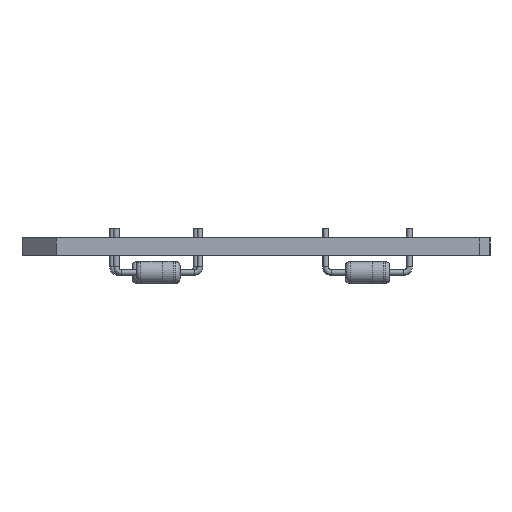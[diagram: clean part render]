
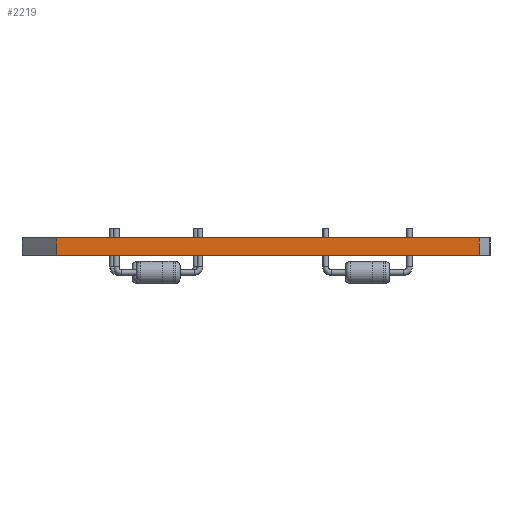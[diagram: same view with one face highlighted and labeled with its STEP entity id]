
A CAD part, left-side view. The second image highlights one B-rep face of the part: STEP entity #2219.
In plain terms, the highlighted planar face has unit normal (-1, 0, 0).
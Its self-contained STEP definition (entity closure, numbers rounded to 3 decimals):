
#602 = VERTEX_POINT('',#603);
#603 = CARTESIAN_POINT('',(120.91,-71.965,0.));
#609 = EDGE_CURVE('',#610,#602,#612,.T.);
#610 = VERTEX_POINT('',#611);
#611 = CARTESIAN_POINT('',(120.91,-110.515,0.));
#612 = LINE('',#613,#614);
#613 = CARTESIAN_POINT('',(120.91,-110.515,0.));
#614 = VECTOR('',#615,1.);
#615 = DIRECTION('',(0.,1.,0.));
#1384 = VERTEX_POINT('',#1385);
#1385 = CARTESIAN_POINT('',(120.91,-71.965,1.6));
#1391 = EDGE_CURVE('',#1392,#1384,#1394,.T.);
#1392 = VERTEX_POINT('',#1393);
#1393 = CARTESIAN_POINT('',(120.91,-110.515,1.6));
#1394 = LINE('',#1395,#1396);
#1395 = CARTESIAN_POINT('',(120.91,-110.515,1.6));
#1396 = VECTOR('',#1397,1.);
#1397 = DIRECTION('',(0.,1.,0.));
#2189 = EDGE_CURVE('',#602,#1384,#2190,.T.);
#2190 = LINE('',#2191,#2192);
#2191 = CARTESIAN_POINT('',(120.91,-71.965,0.));
#2192 = VECTOR('',#2193,1.);
#2193 = DIRECTION('',(0.,0.,1.));
#2219 = ADVANCED_FACE('',(#2220),#2231,.T.);
#2220 = FACE_BOUND('',#2221,.T.);
#2221 = EDGE_LOOP('',(#2222,#2228,#2229,#2230));
#2222 = ORIENTED_EDGE('',*,*,#2223,.T.);
#2223 = EDGE_CURVE('',#610,#1392,#2224,.T.);
#2224 = LINE('',#2225,#2226);
#2225 = CARTESIAN_POINT('',(120.91,-110.515,0.));
#2226 = VECTOR('',#2227,1.);
#2227 = DIRECTION('',(0.,0.,1.));
#2228 = ORIENTED_EDGE('',*,*,#1391,.T.);
#2229 = ORIENTED_EDGE('',*,*,#2189,.F.);
#2230 = ORIENTED_EDGE('',*,*,#609,.F.);
#2231 = PLANE('',#2232);
#2232 = AXIS2_PLACEMENT_3D('',#2233,#2234,#2235);
#2233 = CARTESIAN_POINT('',(120.91,-110.515,0.));
#2234 = DIRECTION('',(-1.,0.,0.));
#2235 = DIRECTION('',(0.,1.,0.));
